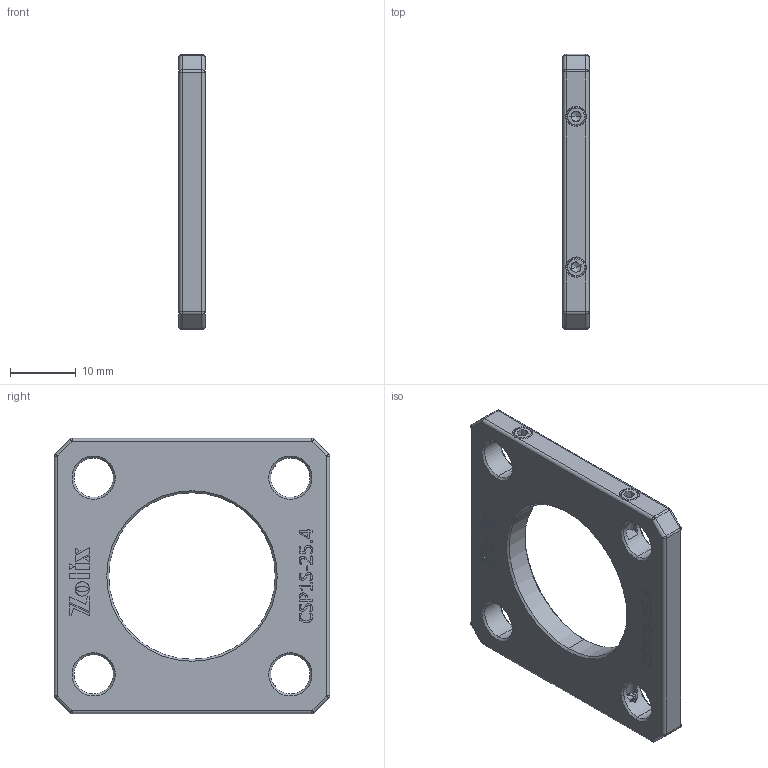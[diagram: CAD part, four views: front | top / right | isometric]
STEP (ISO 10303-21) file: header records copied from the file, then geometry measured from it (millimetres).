
FILE_DESCRIPTION (( 'STEP AP203' ), '1' );
FILE_NAME ('CSP1S-25.4.STEP', '2025-06-18T00:55:51', ( '' ), ( '' ), 'SwSTEP 2.0', 'SolidWorks 2020', '' );
FILE_SCHEMA (( 'CONFIG_CONTROL_DESIGN' ));
Length unit declared in the file: millimetre
Products named in the file (1): CSP1S-25.4
Bounding box: 4 x 42 x 42 mm (x, y, z)
Volume: 4464.9 mm3; surface area: 3848.4 mm2
Topology: 5 solids, 5 shells, 608 faces, 1622 edges, 1014 vertices
Faces by surface type: plane 298, cylinder 125, bspline 109, cone 60, sphere 16
Entity records: 27087 total; most frequent: CARTESIAN_POINT 13161, ORIENTED_EDGE 3180, DIRECTION 2404, EDGE_CURVE 1590, LINE 1016, VECTOR 1016, VERTEX_POINT 1014, AXIS2_PLACEMENT_3D 694
